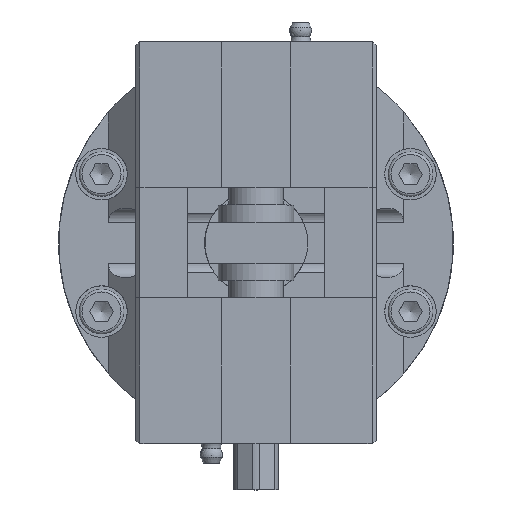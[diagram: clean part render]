
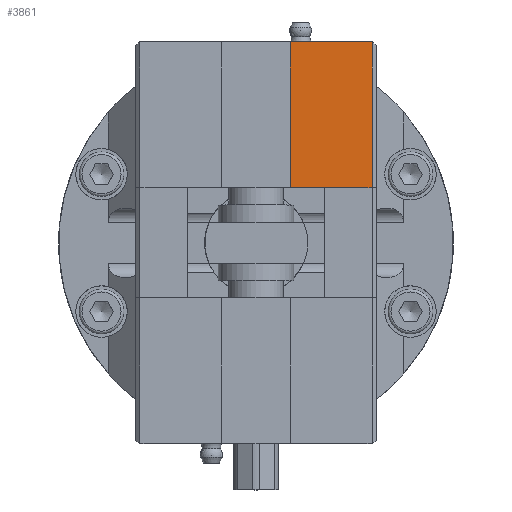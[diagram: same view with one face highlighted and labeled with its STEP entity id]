
A CAD part, top view. The second image highlights one B-rep face of the part: STEP entity #3861.
In plain terms, the highlighted planar face has unit normal (0, 0, 1).
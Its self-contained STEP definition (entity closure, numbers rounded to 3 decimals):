
#3450=CARTESIAN_POINT('',(10.,58.5,55.5));
#3451=VERTEX_POINT('',#3450);
#3458=CARTESIAN_POINT('',(33.8,58.5,55.5));
#3459=VERTEX_POINT('',#3458);
#3460=CARTESIAN_POINT('',(10.,58.5,55.5));
#3461=DIRECTION('',(1.0,0.0,0.0));
#3462=VECTOR('',#3461,23.8);
#3463=LINE('',#3460,#3462);
#3464=EDGE_CURVE('',#3451,#3459,#3463,.T.);
#3820=CARTESIAN_POINT('',(33.8,16.,55.5));
#3821=VERTEX_POINT('',#3820);
#3822=CARTESIAN_POINT('',(33.8,16.,55.5));
#3823=DIRECTION('',(0.0,1.0,0.0));
#3824=VECTOR('',#3823,42.5);
#3825=LINE('',#3822,#3824);
#3826=EDGE_CURVE('',#3821,#3459,#3825,.T.);
#3838=CARTESIAN_POINT('',(-35.,58.5,55.5));
#3839=DIRECTION('',(0.0,0.0,1.0));
#3840=DIRECTION('',(-1.0,0.0,0.0));
#3841=AXIS2_PLACEMENT_3D('',#3838,#3839,#3840);
#3842=PLANE('',#3841);
#3843=ORIENTED_EDGE('',*,*,#3826,.T.);
#3844=ORIENTED_EDGE('',*,*,#3464,.F.);
#3845=CARTESIAN_POINT('',(10.,16.,55.5));
#3846=VERTEX_POINT('',#3845);
#3847=CARTESIAN_POINT('',(10.,58.5,55.5));
#3848=DIRECTION('',(0.0,-1.0,0.0));
#3849=VECTOR('',#3848,42.5);
#3850=LINE('',#3847,#3849);
#3851=EDGE_CURVE('',#3451,#3846,#3850,.T.);
#3852=ORIENTED_EDGE('',*,*,#3851,.T.);
#3853=CARTESIAN_POINT('',(10.,16.,55.5));
#3854=DIRECTION('',(1.0,0.0,0.0));
#3855=VECTOR('',#3854,23.8);
#3856=LINE('',#3853,#3855);
#3857=EDGE_CURVE('',#3846,#3821,#3856,.T.);
#3858=ORIENTED_EDGE('',*,*,#3857,.T.);
#3859=EDGE_LOOP('',(#3843,#3844,#3852,#3858));
#3860=FACE_OUTER_BOUND('',#3859,.T.);
#3861=ADVANCED_FACE('',(#3860),#3842,.T.);
